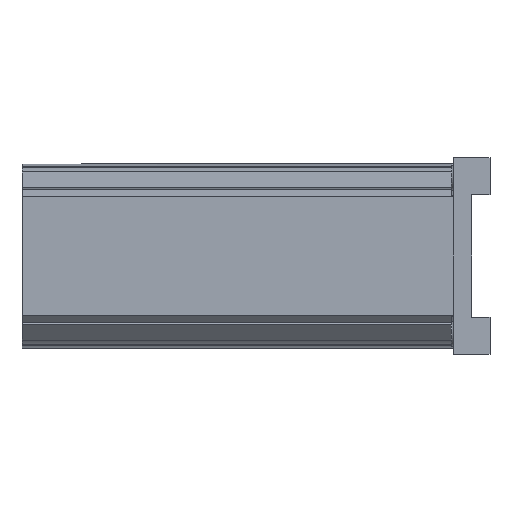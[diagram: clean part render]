
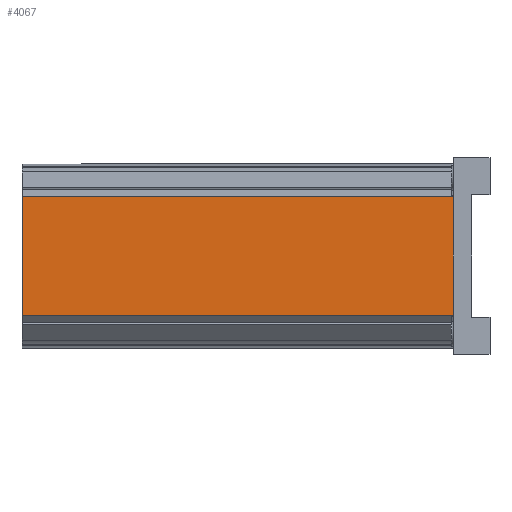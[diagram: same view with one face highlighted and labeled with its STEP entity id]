
A CAD part, left-side view. The second image highlights one B-rep face of the part: STEP entity #4067.
In plain terms, the highlighted planar face has unit normal (-1, 0, 0).
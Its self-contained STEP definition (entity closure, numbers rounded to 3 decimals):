
#84 = DIRECTION ( 'NONE',  ( 1., 0., 0. ) ) ;
#167 = ORIENTED_EDGE ( 'NONE', *, *, #1141, .F. ) ;
#244 = EDGE_LOOP ( 'NONE', ( #410, #1093, #167, #5036, #2730, #2911 ) ) ;
#286 =( BOUNDED_CURVE ( )  B_SPLINE_CURVE ( 3, ( #2690, #4704, #4628, #3935 ),
 .UNSPECIFIED., .F., .T. ) 
 B_SPLINE_CURVE_WITH_KNOTS ( ( 4, 4 ),
 ( 1.571, 3.142 ),
 .UNSPECIFIED. ) 
 CURVE ( )  GEOMETRIC_REPRESENTATION_ITEM ( )  RATIONAL_B_SPLINE_CURVE ( ( 1., 0.805, 0.805, 1. ) ) 
 REPRESENTATION_ITEM ( '' )  );
#325 = LINE ( 'NONE', #4958, #2435 ) ;
#406 = CARTESIAN_POINT ( 'NONE',  ( -15., 381.07, -48.5 ) ) ;
#410 = ORIENTED_EDGE ( 'NONE', *, *, #911, .T. ) ;
#532 = EDGE_CURVE ( 'NONE', #5073, #3201, #3822, .T. ) ;
#618 = AXIS2_PLACEMENT_3D ( 'NONE', #3992, #84, #3604 ) ;
#911 = EDGE_CURVE ( 'NONE', #1480, #1020, #1393, .T. ) ;
#933 = PLANE ( 'NONE',  #618 ) ;
#1020 = VERTEX_POINT ( 'NONE', #3357 ) ;
#1093 = ORIENTED_EDGE ( 'NONE', *, *, #4231, .T. ) ;
#1115 = CARTESIAN_POINT ( 'NONE',  ( -15., 381.07, -48.5 ) ) ;
#1141 = EDGE_CURVE ( 'NONE', #4116, #4100, #2412, .T. ) ;
#1393 = LINE ( 'NONE', #4837, #3717 ) ;
#1398 = CARTESIAN_POINT ( 'NONE',  ( -15., 30., -48.954 ) ) ;
#1480 = VERTEX_POINT ( 'NONE', #3098 ) ;
#2184 = DIRECTION ( 'NONE',  ( 0., 0., 1. ) ) ;
#2366 = EDGE_CURVE ( 'NONE', #3201, #1480, #3277, .T. ) ;
#2368 = CARTESIAN_POINT ( 'NONE',  ( -15., 31., -48.5 ) ) ;
#2412 = LINE ( 'NONE', #2437, #3536 ) ;
#2435 = VECTOR ( 'NONE', #2697, 1000. ) ;
#2437 = CARTESIAN_POINT ( 'NONE',  ( -15., 381.07, 48.5 ) ) ;
#2690 = CARTESIAN_POINT ( 'NONE',  ( -15., 30., 49.597 ) ) ;
#2697 = DIRECTION ( 'NONE',  ( 0., 0., 1. ) ) ;
#2730 = ORIENTED_EDGE ( 'NONE', *, *, #532, .T. ) ;
#2911 = ORIENTED_EDGE ( 'NONE', *, *, #2366, .T. ) ;
#2947 = VECTOR ( 'NONE', #4176, 1000. ) ;
#3006 = CARTESIAN_POINT ( 'NONE',  ( -15., 30.414, -48.5 ) ) ;
#3098 = CARTESIAN_POINT ( 'NONE',  ( -15., 30., -49.597 ) ) ;
#3201 = VERTEX_POINT ( 'NONE', #2368 ) ;
#3277 =( BOUNDED_CURVE ( )  B_SPLINE_CURVE ( 3, ( #3383, #3006, #1398, #4562 ),
 .UNSPECIFIED., .F., .T. ) 
 B_SPLINE_CURVE_WITH_KNOTS ( ( 4, 4 ),
 ( 0., 1.571 ),
 .UNSPECIFIED. ) 
 CURVE ( )  GEOMETRIC_REPRESENTATION_ITEM ( )  RATIONAL_B_SPLINE_CURVE ( ( 1., 0.805, 0.805, 1. ) ) 
 REPRESENTATION_ITEM ( '' )  );
#3357 = CARTESIAN_POINT ( 'NONE',  ( -15., 30., 49.597 ) ) ;
#3383 = CARTESIAN_POINT ( 'NONE',  ( -15., 31., -48.5 ) ) ;
#3536 = VECTOR ( 'NONE', #3968, 1000. ) ;
#3604 = DIRECTION ( 'NONE',  ( 0., 0., -1. ) ) ;
#3711 = EDGE_CURVE ( 'NONE', #5073, #4116, #325, .T. ) ;
#3717 = VECTOR ( 'NONE', #2184, 1000. ) ;
#3822 = LINE ( 'NONE', #1115, #2947 ) ;
#3935 = CARTESIAN_POINT ( 'NONE',  ( -15., 31., 48.5 ) ) ;
#3968 = DIRECTION ( 'NONE',  ( 0., -1., 0. ) ) ;
#3992 = CARTESIAN_POINT ( 'NONE',  ( -15., 381.07, -48.5 ) ) ;
#4067 = ADVANCED_FACE ( 'NONE', ( #4375 ), #933, .F. ) ;
#4100 = VERTEX_POINT ( 'NONE', #4517 ) ;
#4116 = VERTEX_POINT ( 'NONE', #4544 ) ;
#4176 = DIRECTION ( 'NONE',  ( 0., -1., 0. ) ) ;
#4231 = EDGE_CURVE ( 'NONE', #1020, #4100, #286, .T. ) ;
#4375 = FACE_OUTER_BOUND ( 'NONE', #244, .T. ) ;
#4517 = CARTESIAN_POINT ( 'NONE',  ( -15., 31., 48.5 ) ) ;
#4544 = CARTESIAN_POINT ( 'NONE',  ( -15., 381.07, 48.5 ) ) ;
#4562 = CARTESIAN_POINT ( 'NONE',  ( -15., 30., -49.597 ) ) ;
#4628 = CARTESIAN_POINT ( 'NONE',  ( -15., 30.414, 48.5 ) ) ;
#4704 = CARTESIAN_POINT ( 'NONE',  ( -15., 30., 48.954 ) ) ;
#4837 = CARTESIAN_POINT ( 'NONE',  ( -15., 30., -48.5 ) ) ;
#4958 = CARTESIAN_POINT ( 'NONE',  ( -15., 381.07, -48.5 ) ) ;
#5036 = ORIENTED_EDGE ( 'NONE', *, *, #3711, .F. ) ;
#5073 = VERTEX_POINT ( 'NONE', #406 ) ;
